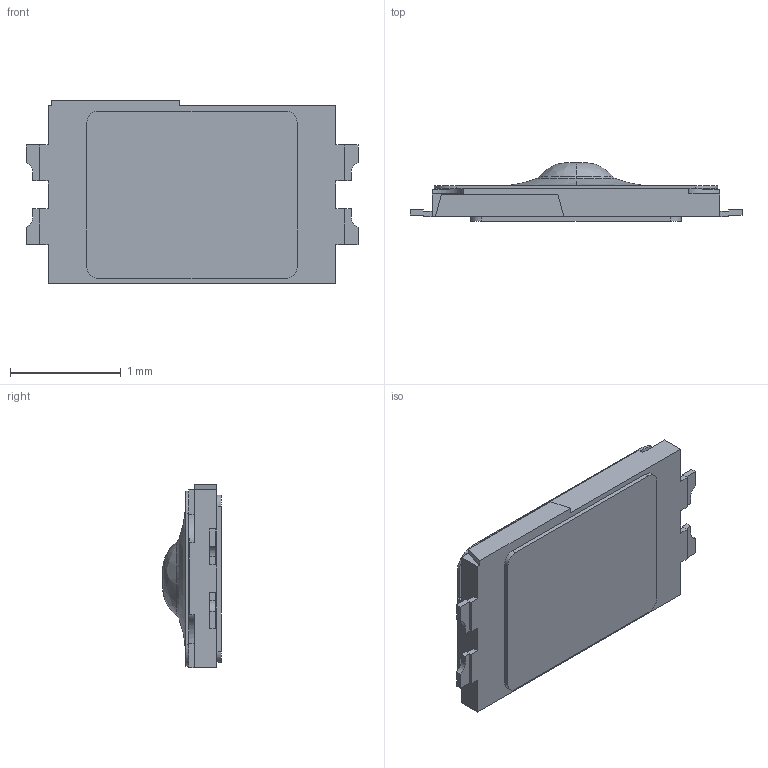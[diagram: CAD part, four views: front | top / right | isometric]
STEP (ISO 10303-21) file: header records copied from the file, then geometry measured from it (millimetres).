
FILE_DESCRIPTION (( 'STEP AP214' ), '1' );
FILE_NAME ('SKTAAAE010.STEP', '2018-06-14T04:29:44', ( 'user' ), ( '' ), 'SwSTEP 2.0', 'SolidWorks 2017', '' );
FILE_SCHEMA (( 'AUTOMOTIVE_DESIGN' ));
Length unit declared in the file: millimetre
Products named in the file (1): SKTAAAE010
Bounding box: 3 x 0.53 x 1.66 mm (x, y, z)
Volume: 1.4 mm3; surface area: 12.9 mm2
Topology: 1 solids, 1 shells, 98 faces, 272 edges, 178 vertices
Faces by surface type: plane 72, cylinder 18, bspline 8
Entity records: 3924 total; most frequent: CARTESIAN_POINT 733, ORIENTED_EDGE 544, DIRECTION 504, EDGE_CURVE 272, VECTOR 214, LINE 214, VERTEX_POINT 178, AXIS2_PLACEMENT_3D 145
